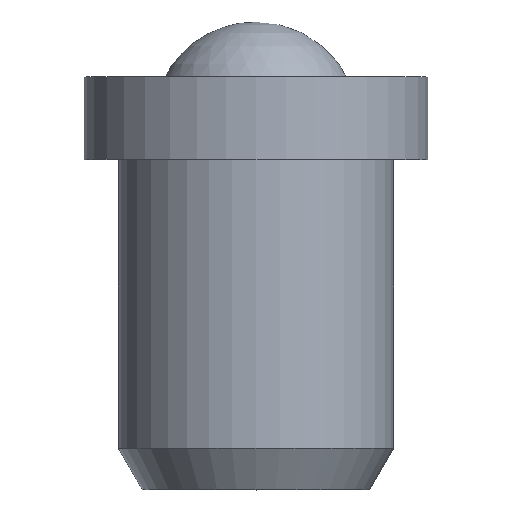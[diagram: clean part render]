
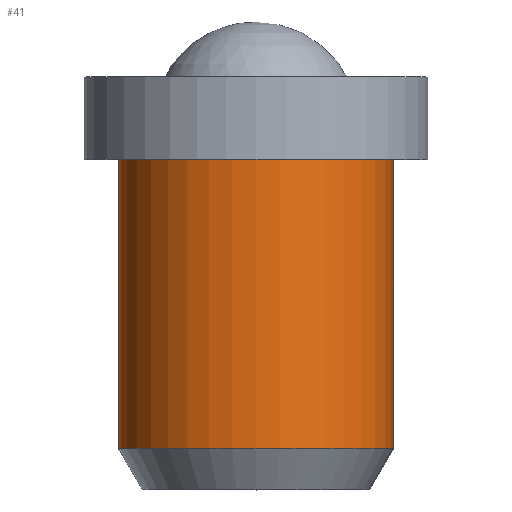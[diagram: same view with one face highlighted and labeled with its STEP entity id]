
A CAD part, top view. The second image highlights one B-rep face of the part: STEP entity #41.
In plain terms, the highlighted cylindrical face has radius 1 mm (diameter 2 mm), a full revolution.
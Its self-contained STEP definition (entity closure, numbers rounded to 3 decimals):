
#41 = ADVANCED_FACE( '', ( #86, #87 ), #88, .T. );
#86 = FACE_OUTER_BOUND( '', #136, .T. );
#87 = FACE_OUTER_BOUND( '', #137, .T. );
#88 = CYLINDRICAL_SURFACE( '', #138, 1. );
#136 = EDGE_LOOP( '', ( #186 ) );
#137 = EDGE_LOOP( '', ( #187 ) );
#138 = AXIS2_PLACEMENT_3D( '', #188, #189, #190 );
#186 = ORIENTED_EDGE( '', *, *, #236, .F. );
#187 = ORIENTED_EDGE( '', *, *, #239, .T. );
#188 = CARTESIAN_POINT( '', ( 0., 3., 0. ) );
#189 = DIRECTION( '', ( 0., -1., 0. ) );
#190 = DIRECTION( '', ( -1., 0., 0. ) );
#236 = EDGE_CURVE( '', #261, #261, #262, .T. );
#239 = EDGE_CURVE( '', #265, #265, #266, .T. );
#261 = VERTEX_POINT( '', #290 );
#262 = CIRCLE( '', #291, 1. );
#265 = VERTEX_POINT( '', #294 );
#266 = CIRCLE( '', #295, 1. );
#290 = CARTESIAN_POINT( '', ( -1., 2.4, 0. ) );
#291 = AXIS2_PLACEMENT_3D( '', #320, #321, #322 );
#294 = CARTESIAN_POINT( '', ( -1., 0.3, 0. ) );
#295 = AXIS2_PLACEMENT_3D( '', #323, #324, #325 );
#320 = CARTESIAN_POINT( '', ( 0., 2.4, 0. ) );
#321 = DIRECTION( '', ( 0., 1., 0. ) );
#322 = DIRECTION( '', ( -1., 0., 0. ) );
#323 = CARTESIAN_POINT( '', ( 0., 0.3, 0. ) );
#324 = DIRECTION( '', ( 0., 1., 0. ) );
#325 = DIRECTION( '', ( -1., 0., 0. ) );
